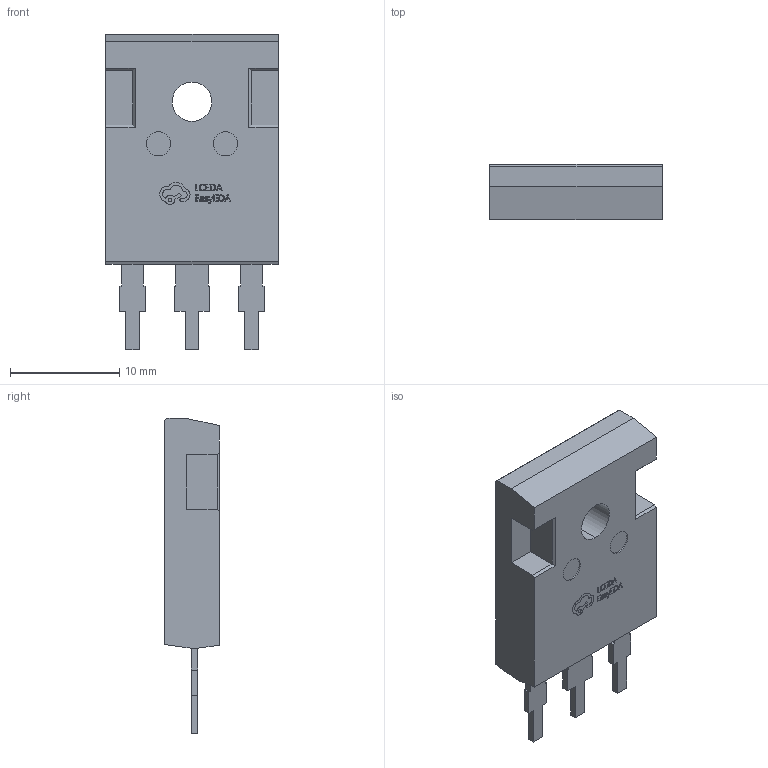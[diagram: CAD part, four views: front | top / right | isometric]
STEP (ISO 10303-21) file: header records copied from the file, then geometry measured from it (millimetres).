
FILE_DESCRIPTION (( 'STEP AP214' ), '1' );
FILE_NAME ('PG-TO247-3_L15.9-W5.2-H25.3-P5.44-L.step', '2022-07-08T08:33:53', ( '' ), ( '' ), 'SwSTEP 2.0', 'SolidWorks 2020', '' );
FILE_SCHEMA (( 'AUTOMOTIVE_DESIGN' ));
Length unit declared in the file: millimetre
Products named in the file (1): PG-TO247-3_L15.9-W5.2-H25.3-P5.44-L
Bounding box: 15.8 x 5.01 x 28.8 mm (x, y, z)
Volume: 1534.2 mm3; surface area: 1193 mm2
Topology: 1 solids, 1 shells, 376 faces, 1016 edges, 672 vertices
Faces by surface type: plane 254, bspline 114, cylinder 8
Entity records: 15892 total; most frequent: CARTESIAN_POINT 4427, ORIENTED_EDGE 2032, DIRECTION 1326, EDGE_CURVE 1016, VECTOR 768, LINE 768, VERTEX_POINT 672, EDGE_LOOP 408
